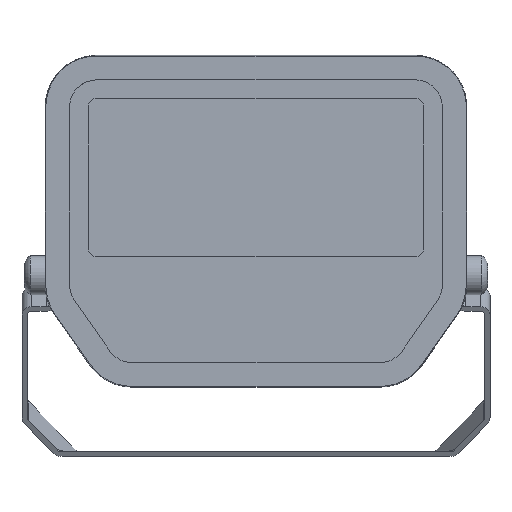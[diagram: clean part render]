
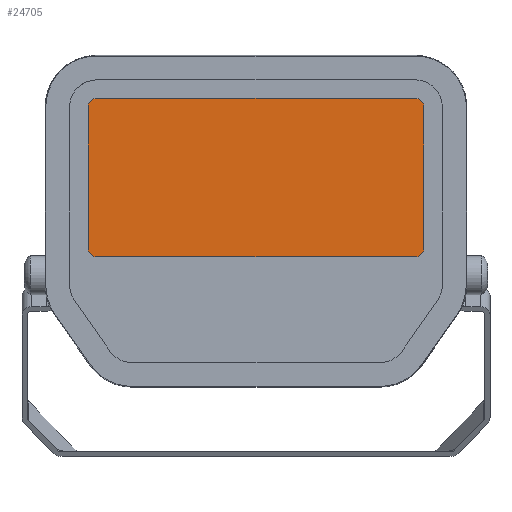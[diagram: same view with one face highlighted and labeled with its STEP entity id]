
A CAD part, top view. The second image highlights one B-rep face of the part: STEP entity #24705.
In plain terms, the highlighted face is planar.
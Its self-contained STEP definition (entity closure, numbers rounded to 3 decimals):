
#1058 = ORIENTED_EDGE ( 'NONE', *, *, #13461, .T. ) ;
#1325 = VERTEX_POINT ( 'NONE', #42912 ) ;
#3164 = CARTESIAN_POINT ( 'NONE',  ( -74.35, 76.328, 97.057 ) ) ;
#3173 = CARTESIAN_POINT ( 'NONE',  ( 74.35, 76.328, 97.057 ) ) ;
#3341 = CIRCLE ( 'NONE', #35772, 4. ) ;
#6786 = EDGE_CURVE ( 'NONE', #25209, #13698, #40617, .T. ) ;
#7924 = CARTESIAN_POINT ( 'NONE',  ( -74.35, 76.328, 163.057 ) ) ;
#8001 = AXIS2_PLACEMENT_3D ( 'NONE', #14466, #31040, #20907 ) ;
#8379 = DIRECTION ( 'NONE',  ( 0., 1., 0. ) ) ;
#8906 = CARTESIAN_POINT ( 'NONE',  ( 78.35, 76.328, 163.057 ) ) ;
#9125 = CARTESIAN_POINT ( 'NONE',  ( -78.35, 76.328, 163.057 ) ) ;
#9552 = VERTEX_POINT ( 'NONE', #8906 ) ;
#10463 = VECTOR ( 'NONE', #27944, 1000. ) ;
#10513 = EDGE_CURVE ( 'NONE', #1325, #14483, #34125, .T. ) ;
#10695 = EDGE_CURVE ( 'NONE', #19093, #1325, #18872, .T. ) ;
#11043 = DIRECTION ( 'NONE',  ( -1., 0., 0. ) ) ;
#11558 = DIRECTION ( 'NONE',  ( 0., 0., -1. ) ) ;
#11574 = EDGE_LOOP ( 'NONE', ( #21378, #17052, #43420, #30426, #32104, #33522, #13434, #1058 ) ) ;
#12762 = EDGE_CURVE ( 'NONE', #14483, #36108, #30281, .T. ) ;
#13390 = VECTOR ( 'NONE', #20124, 1000. ) ;
#13434 = ORIENTED_EDGE ( 'NONE', *, *, #40097, .T. ) ;
#13461 = EDGE_CURVE ( 'NONE', #9552, #25209, #18840, .T. ) ;
#13698 = VERTEX_POINT ( 'NONE', #37360 ) ;
#14355 = CARTESIAN_POINT ( 'NONE',  ( 78.35, 76.328, 97.057 ) ) ;
#14466 = CARTESIAN_POINT ( 'NONE',  ( -74.35, 76.328, 97.057 ) ) ;
#14483 = VERTEX_POINT ( 'NONE', #9125 ) ;
#15448 = AXIS2_PLACEMENT_3D ( 'NONE', #7924, #8379, #34219 ) ;
#15751 = EDGE_CURVE ( 'NONE', #13698, #19093, #27337, .T. ) ;
#16004 = AXIS2_PLACEMENT_3D ( 'NONE', #3164, #40071, #40292 ) ;
#16567 = LINE ( 'NONE', #30486, #13390 ) ;
#17052 = ORIENTED_EDGE ( 'NONE', *, *, #15751, .T. ) ;
#17990 = CARTESIAN_POINT ( 'NONE',  ( -78.35, 76.328, 97.057 ) ) ;
#18840 = LINE ( 'NONE', #35403, #28234 ) ;
#18872 = CIRCLE ( 'NONE', #16004, 4. ) ;
#19093 = VERTEX_POINT ( 'NONE', #25199 ) ;
#19690 = CARTESIAN_POINT ( 'NONE',  ( 74.35, 76.328, 163.057 ) ) ;
#20124 = DIRECTION ( 'NONE',  ( 1., 0., 0. ) ) ;
#20181 = DIRECTION ( 'NONE',  ( 0., 1., 0. ) ) ;
#20502 = DIRECTION ( 'NONE',  ( -1., 0., 0. ) ) ;
#20785 = DIRECTION ( 'NONE',  ( 0., 1., 0. ) ) ;
#20907 = DIRECTION ( 'NONE',  ( -1., 0., 0. ) ) ;
#21378 = ORIENTED_EDGE ( 'NONE', *, *, #6786, .T. ) ;
#21398 = CARTESIAN_POINT ( 'NONE',  ( -74.35, 76.328, 167.057 ) ) ;
#24705 = ADVANCED_FACE ( 'NONE', ( #34788 ), #27962, .T. ) ;
#25199 = CARTESIAN_POINT ( 'NONE',  ( -74.35, 76.328, 93.057 ) ) ;
#25209 = VERTEX_POINT ( 'NONE', #14355 ) ;
#26446 = AXIS2_PLACEMENT_3D ( 'NONE', #3173, #20181, #37596 ) ;
#27337 = LINE ( 'NONE', #43767, #36354 ) ;
#27944 = DIRECTION ( 'NONE',  ( 0., 0., 1. ) ) ;
#27962 = PLANE ( 'NONE',  #8001 ) ;
#28234 = VECTOR ( 'NONE', #11558, 1000. ) ;
#30281 = CIRCLE ( 'NONE', #15448, 4. ) ;
#30426 = ORIENTED_EDGE ( 'NONE', *, *, #10513, .T. ) ;
#30486 = CARTESIAN_POINT ( 'NONE',  ( -74.35, 76.328, 167.057 ) ) ;
#31040 = DIRECTION ( 'NONE',  ( 0., 1., 0. ) ) ;
#32104 = ORIENTED_EDGE ( 'NONE', *, *, #12762, .T. ) ;
#33522 = ORIENTED_EDGE ( 'NONE', *, *, #43185, .T. ) ;
#34125 = LINE ( 'NONE', #17990, #10463 ) ;
#34219 = DIRECTION ( 'NONE',  ( -1., 0., 0. ) ) ;
#34788 = FACE_OUTER_BOUND ( 'NONE', #11574, .T. ) ;
#35403 = CARTESIAN_POINT ( 'NONE',  ( 78.35, 76.328, 97.057 ) ) ;
#35772 = AXIS2_PLACEMENT_3D ( 'NONE', #19690, #20785, #11043 ) ;
#36108 = VERTEX_POINT ( 'NONE', #21398 ) ;
#36354 = VECTOR ( 'NONE', #20502, 1000. ) ;
#37360 = CARTESIAN_POINT ( 'NONE',  ( 74.35, 76.328, 93.057 ) ) ;
#37596 = DIRECTION ( 'NONE',  ( -1., 0., 0. ) ) ;
#39905 = CARTESIAN_POINT ( 'NONE',  ( 74.35, 76.328, 167.057 ) ) ;
#40071 = DIRECTION ( 'NONE',  ( 0., 1., 0. ) ) ;
#40097 = EDGE_CURVE ( 'NONE', #43390, #9552, #3341, .T. ) ;
#40292 = DIRECTION ( 'NONE',  ( -1., 0., 0. ) ) ;
#40617 = CIRCLE ( 'NONE', #26446, 4. ) ;
#42912 = CARTESIAN_POINT ( 'NONE',  ( -78.35, 76.328, 97.057 ) ) ;
#43185 = EDGE_CURVE ( 'NONE', #36108, #43390, #16567, .T. ) ;
#43390 = VERTEX_POINT ( 'NONE', #39905 ) ;
#43420 = ORIENTED_EDGE ( 'NONE', *, *, #10695, .T. ) ;
#43767 = CARTESIAN_POINT ( 'NONE',  ( -74.35, 76.328, 93.057 ) ) ;
